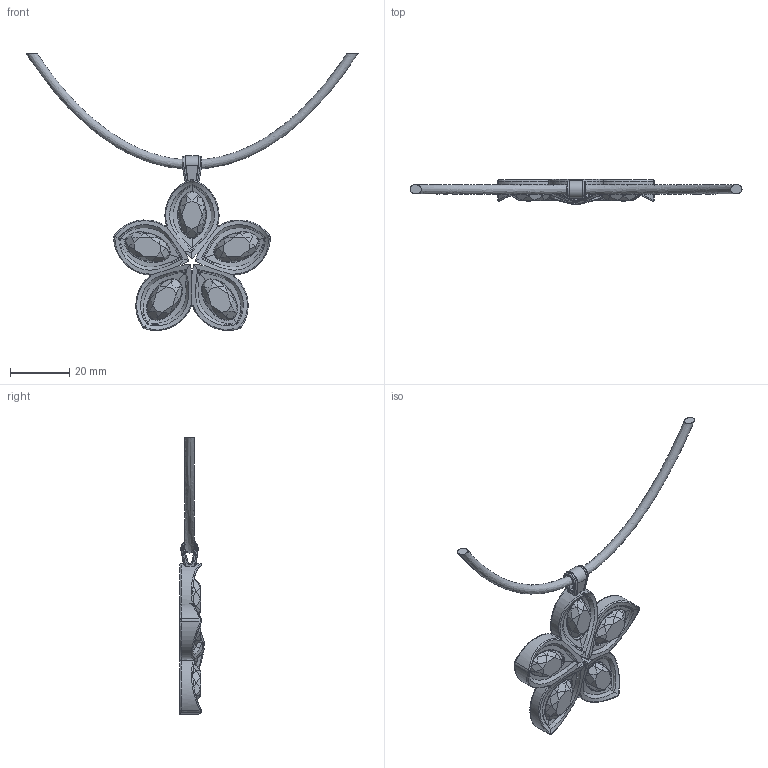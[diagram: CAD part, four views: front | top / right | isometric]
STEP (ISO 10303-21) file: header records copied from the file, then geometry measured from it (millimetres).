
FILE_DESCRIPTION(('FreeCAD Model'),'2;1');
FILE_NAME('Open CASCADE Shape Model','2025-05-04T05:04:34',('FreeCAD'),( 'FreeCAD'),'Open CASCADE STEP processor 7.6','FreeCAD','Unknown');
FILE_SCHEMA(('AUTOMOTIVE_DESIGN { 1 0 10303 214 1 1 1 1 }'));
Products named in the file (1): Open CASCADE STEP translator 7.6 1
Bounding box: 111.78 x 8.41 x 93.23 mm (x, y, z)
Volume: 10199.6 mm3; surface area: 8114.8 mm2
Topology: 7 solids, 7 shells, 395 faces, 870 edges, 483 vertices
Faces by surface type: bspline 395
Entity records: 69426 total; most frequent: CARTESIAN_POINT 64076, ORIENTED_EDGE 1730, EDGE_CURVE 865, B_SPLINE_CURVE_WITH_KNOTS 780, VERTEX_POINT 483, FACE_BOUND 398, EDGE_LOOP 398, ADVANCED_FACE 395
